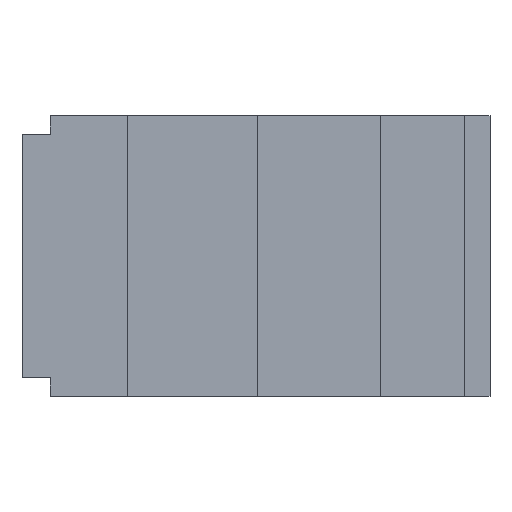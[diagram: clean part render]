
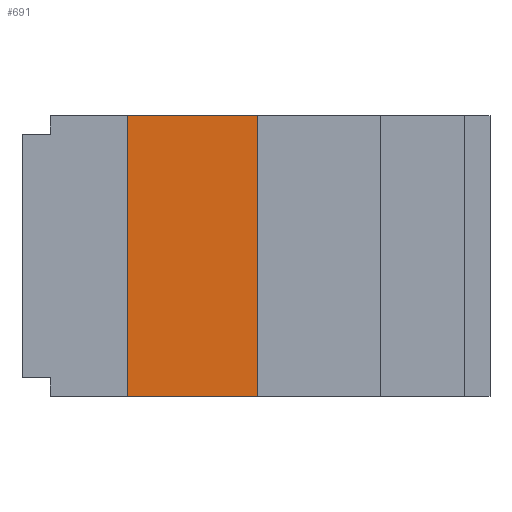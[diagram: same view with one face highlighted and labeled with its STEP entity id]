
A CAD part, front view. The second image highlights one B-rep face of the part: STEP entity #691.
In plain terms, the highlighted free-form (B-spline) face has degree [1, 1] with [2, 2] control points.
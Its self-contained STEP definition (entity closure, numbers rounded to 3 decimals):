
#656=(
BOUNDED_SURFACE()
B_SPLINE_SURFACE(1,1,((#657,#658),(#659,#660)),.UNSPECIFIED.,.F.,.F.,.F.)
B_SPLINE_SURFACE_WITH_KNOTS((2,2),(2,2),(0.000,1.000),(0.000,1.000),.UNSPECIFIED.)
GEOMETRIC_REPRESENTATION_ITEM()
RATIONAL_B_SPLINE_SURFACE(((1.,1.),(1.,1.)))
REPRESENTATION_ITEM('')
SURFACE()
);
#657=CARTESIAN_POINT('',(-0.339,-2.242,30.));
#658=CARTESIAN_POINT('',(-0.339,-2.242,0.));
#659=CARTESIAN_POINT('',(-14.253,-2.242,30.));
#660=CARTESIAN_POINT('',(-14.253,-2.242,0.));
#661=CARTESIAN_POINT('',(-0.339,-2.242,30.));
#662=VERTEX_POINT('',#661);
#663=(
BOUNDED_CURVE()
B_SPLINE_CURVE(1,(#664,#665),.UNSPECIFIED.,.F.,.F.)
B_SPLINE_CURVE_WITH_KNOTS((2,2),(0.000,1.000),.UNSPECIFIED.)
CURVE()
GEOMETRIC_REPRESENTATION_ITEM()
RATIONAL_B_SPLINE_CURVE((1.,1.))
REPRESENTATION_ITEM('')
);
#664=CARTESIAN_POINT('',(-0.339,-2.242,30.));
#665=CARTESIAN_POINT('',(-0.339,-2.242,0.));
#666=CARTESIAN_POINT('',(-0.339,-2.242,0.));
#667=VERTEX_POINT('',#666);
#668=EDGE_CURVE('',#662,#667,#663,.T.);
#669=ORIENTED_EDGE('',*,*,#668,.T.);
#670=(
BOUNDED_CURVE()
B_SPLINE_CURVE(1,(#671,#672),.UNSPECIFIED.,.F.,.F.)
B_SPLINE_CURVE_WITH_KNOTS((2,2),(0.000,1.000),.UNSPECIFIED.)
CURVE()
GEOMETRIC_REPRESENTATION_ITEM()
RATIONAL_B_SPLINE_CURVE((1.,1.))
REPRESENTATION_ITEM('')
);
#671=CARTESIAN_POINT('',(-0.339,-2.242,0.));
#672=CARTESIAN_POINT('',(-14.253,-2.242,0.));
#673=CARTESIAN_POINT('',(-14.253,-2.242,0.));
#674=VERTEX_POINT('',#673);
#675=EDGE_CURVE('',#667,#674,#670,.T.);
#676=ORIENTED_EDGE('',*,*,#675,.T.);
#677=(
BOUNDED_CURVE()
B_SPLINE_CURVE(1,(#678,#679),.UNSPECIFIED.,.F.,.F.)
B_SPLINE_CURVE_WITH_KNOTS((2,2),(0.000,1.000),.UNSPECIFIED.)
CURVE()
GEOMETRIC_REPRESENTATION_ITEM()
RATIONAL_B_SPLINE_CURVE((1.,1.))
REPRESENTATION_ITEM('')
);
#678=CARTESIAN_POINT('',(-14.253,-2.242,0.));
#679=CARTESIAN_POINT('',(-14.253,-2.242,30.));
#680=CARTESIAN_POINT('',(-14.253,-2.242,30.));
#681=VERTEX_POINT('',#680);
#682=EDGE_CURVE('',#674,#681,#677,.T.);
#683=ORIENTED_EDGE('',*,*,#682,.T.);
#684=(
BOUNDED_CURVE()
B_SPLINE_CURVE(1,(#685,#686),.UNSPECIFIED.,.F.,.F.)
B_SPLINE_CURVE_WITH_KNOTS((2,2),(0.000,1.000),.UNSPECIFIED.)
CURVE()
GEOMETRIC_REPRESENTATION_ITEM()
RATIONAL_B_SPLINE_CURVE((1.,1.))
REPRESENTATION_ITEM('')
);
#685=CARTESIAN_POINT('',(-14.253,-2.242,30.));
#686=CARTESIAN_POINT('',(-0.339,-2.242,30.));
#687=EDGE_CURVE('',#681,#662,#684,.T.);
#688=ORIENTED_EDGE('',*,*,#687,.T.);
#689=EDGE_LOOP('',(#669,#676,#683,#688));
#690=FACE_OUTER_BOUND('',#689,.T.);
#691=ADVANCED_FACE('',(#690),#656,.T.);
